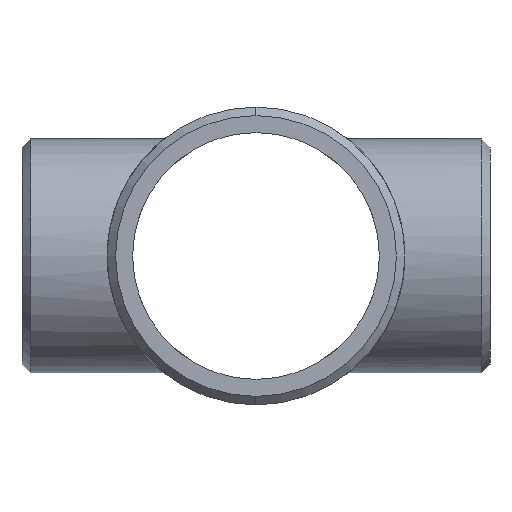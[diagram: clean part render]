
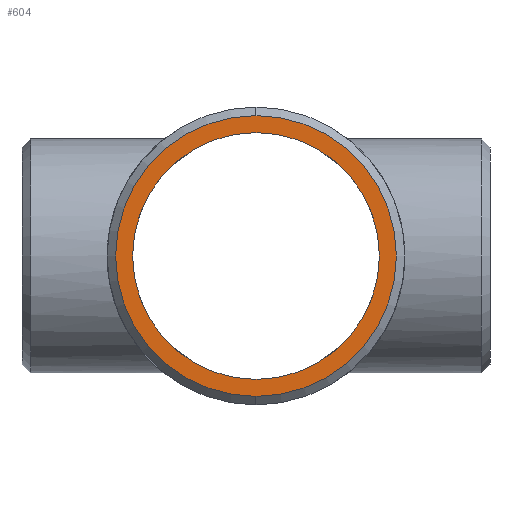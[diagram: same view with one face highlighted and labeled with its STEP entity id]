
A CAD part, left-side view. The second image highlights one B-rep face of the part: STEP entity #604.
In plain terms, the highlighted planar face has unit normal (-1, 0, 0).
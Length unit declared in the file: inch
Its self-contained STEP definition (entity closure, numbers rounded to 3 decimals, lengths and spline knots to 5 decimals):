
#15 = CIRCLE ( 'NONE', #1107, 1.65 ) ;
#103 = AXIS2_PLACEMENT_3D ( 'NONE', #444, #527, #843 ) ;
#148 = VERTEX_POINT ( 'NONE', #866 ) ;
#165 = PLANE ( 'NONE',  #277 ) ;
#175 = DIRECTION ( 'NONE',  ( -1., 0., 0. ) ) ;
#201 = EDGE_LOOP ( 'NONE', ( #803, #790 ) ) ;
#238 = EDGE_CURVE ( 'NONE', #148, #758, #15, .T. ) ;
#277 = AXIS2_PLACEMENT_3D ( 'NONE', #463, #949, #1159 ) ;
#331 = ORIENTED_EDGE ( 'NONE', *, *, #658, .T. ) ;
#406 = CIRCLE ( 'NONE', #571, 1.65 ) ;
#443 = ORIENTED_EDGE ( 'NONE', *, *, #1237, .T. ) ;
#444 = CARTESIAN_POINT ( 'NONE',  ( -3.38, 0., 0. ) ) ;
#463 = CARTESIAN_POINT ( 'NONE',  ( -3.38, 0., 0. ) ) ;
#470 = DIRECTION ( 'NONE',  ( 1., 0., 0. ) ) ;
#481 = EDGE_LOOP ( 'NONE', ( #443, #331 ) ) ;
#487 = CIRCLE ( 'NONE', #103, 1.45 ) ;
#527 = DIRECTION ( 'NONE',  ( 1., 0., 0. ) ) ;
#553 = FACE_BOUND ( 'NONE', #481, .T. ) ;
#571 = AXIS2_PLACEMENT_3D ( 'NONE', #638, #1016, #628 ) ;
#578 = VERTEX_POINT ( 'NONE', #745 ) ;
#604 = ADVANCED_FACE ( 'NONE', ( #1028, #553 ), #165, .T. ) ;
#621 = VERTEX_POINT ( 'NONE', #1254 ) ;
#628 = DIRECTION ( 'NONE',  ( 0., 0., 1. ) ) ;
#638 = CARTESIAN_POINT ( 'NONE',  ( -3.38, 0., 0. ) ) ;
#658 = EDGE_CURVE ( 'NONE', #621, #578, #1229, .T. ) ;
#664 = DIRECTION ( 'NONE',  ( 0., 0., 1. ) ) ;
#682 = DIRECTION ( 'NONE',  ( 0., 0., 1. ) ) ;
#745 = CARTESIAN_POINT ( 'NONE',  ( -3.38, 0., 1.45 ) ) ;
#758 = VERTEX_POINT ( 'NONE', #899 ) ;
#790 = ORIENTED_EDGE ( 'NONE', *, *, #913, .T. ) ;
#803 = ORIENTED_EDGE ( 'NONE', *, *, #238, .T. ) ;
#843 = DIRECTION ( 'NONE',  ( 0., 0., 1. ) ) ;
#866 = CARTESIAN_POINT ( 'NONE',  ( -3.38, 0., -1.65 ) ) ;
#899 = CARTESIAN_POINT ( 'NONE',  ( -3.38, 0., 1.65 ) ) ;
#913 = EDGE_CURVE ( 'NONE', #758, #148, #406, .T. ) ;
#949 = DIRECTION ( 'NONE',  ( -1., 0., 0. ) ) ;
#1016 = DIRECTION ( 'NONE',  ( -1., 0., 0. ) ) ;
#1028 = FACE_OUTER_BOUND ( 'NONE', #201, .T. ) ;
#1064 = CARTESIAN_POINT ( 'NONE',  ( -3.38, 0., 0. ) ) ;
#1107 = AXIS2_PLACEMENT_3D ( 'NONE', #1238, #175, #682 ) ;
#1108 = AXIS2_PLACEMENT_3D ( 'NONE', #1064, #470, #664 ) ;
#1159 = DIRECTION ( 'NONE',  ( 0., 0., -1. ) ) ;
#1229 = CIRCLE ( 'NONE', #1108, 1.45 ) ;
#1237 = EDGE_CURVE ( 'NONE', #578, #621, #487, .T. ) ;
#1238 = CARTESIAN_POINT ( 'NONE',  ( -3.38, 0., 0. ) ) ;
#1254 = CARTESIAN_POINT ( 'NONE',  ( -3.38, 0., -1.45 ) ) ;
